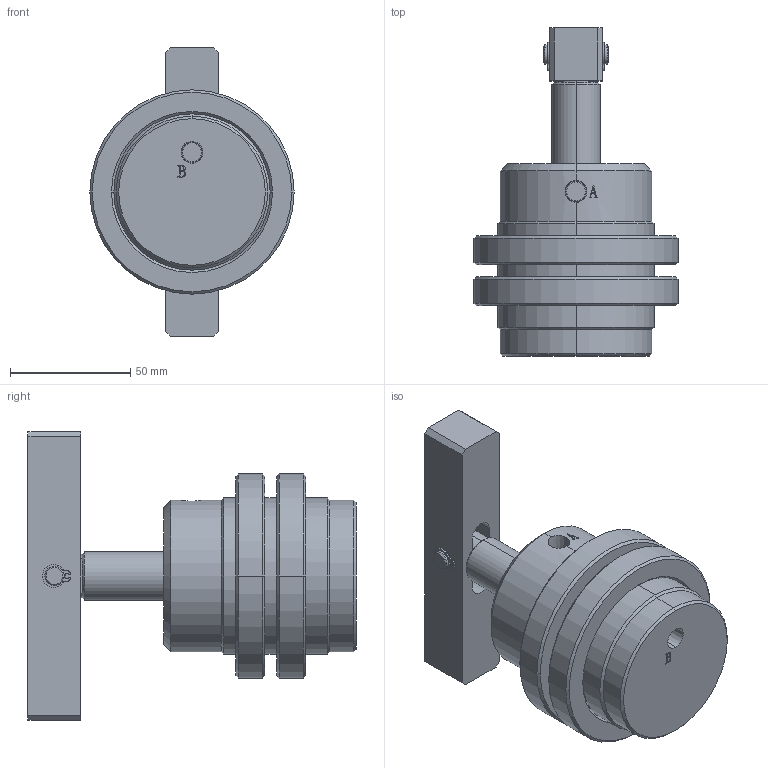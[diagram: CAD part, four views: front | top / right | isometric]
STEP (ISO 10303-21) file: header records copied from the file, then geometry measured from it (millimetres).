
FILE_DESCRIPTION (( 'STEP AP203' ), '1' );
FILE_NAME ('HNTSD-50.STEP', '2019-10-07T01:34:12', ( '微软用户' ), ( '微软中国' ), 'SwSTEP 2.0', 'SolidWorks 2012', '' );
FILE_SCHEMA (( 'CONFIG_CONTROL_DESIGN' ));
Length unit declared in the file: millimetre
Products named in the file (7): HNTSD-50; circlips for shaft--type a small gb_GB_CONNECTING_PIECE_RING_RRA 8; HNSD-50揤旋; HNTSD-50蹟譫; HNTSD-40种; HNSD-50活塞杆; HNTS-50掛极
Assembly tree (8 placements, depth 2):
  HNTSD-50
    HNTS-50掛极
    HNSD-50活塞杆
    HNTSD-40种
    HNTSD-50蹟譫  x2
    HNSD-50揤旋
    circlips for shaft--type a small gb_GB_CONNECTING_PIECE_RING_RRA 8  x2
Bounding box: 85 x 136.5 x 120 mm (x, y, z)
Volume: 320392.6 mm3; surface area: 78133.5 mm2
Topology: 8 solids, 8 shells, 221 faces, 526 edges, 336 vertices
Faces by surface type: plane 85, cylinder 79, cone 37, bspline 16, torus 4
Entity records: 7137 total; most frequent: CARTESIAN_POINT 1985, DIRECTION 925, ORIENTED_EDGE 890, EDGE_CURVE 445, AXIS2_PLACEMENT_3D 353, VERTEX_POINT 284, LINE 219, VECTOR 219
